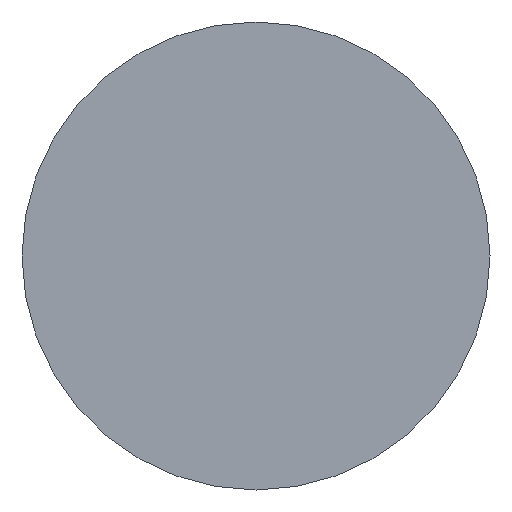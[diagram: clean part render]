
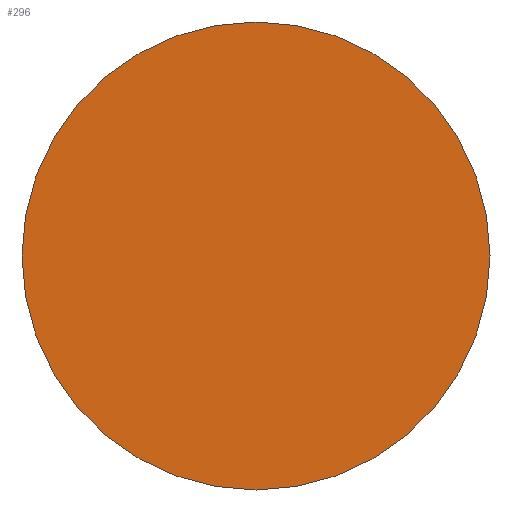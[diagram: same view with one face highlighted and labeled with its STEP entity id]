
A CAD part, front view. The second image highlights one B-rep face of the part: STEP entity #296.
In plain terms, the highlighted planar face has unit normal (0, -1, 0).
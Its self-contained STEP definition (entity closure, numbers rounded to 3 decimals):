
#237=CARTESIAN_POINT('POINT13',(20.,0.,0.)
   );
#238=VERTEX_POINT('VERTEX13',#237);
#239=CARTESIAN_POINT('POINT14',(-20.,0.,
   0.));
#240=VERTEX_POINT('VERTEX14',#239);
#241=CARTESIAN_POINT('POS28',(0.,0.,
   0.));
#242=DIRECTION('DIR49',(0.,1.,0.));
#243=DIRECTION('DIR50',(1.,0.,0.));
#244=AXIS2_PLACEMENT_3D('AXIS22',#241,#242,#243);
#245=CIRCLE('ELLIPSE13',#244,20.);
#246=EDGE_CURVE('EDGE19',#238,#240,#245,.T.);
#271=CARTESIAN_POINT('POS32',(0.,0.,0.));
#272=DIRECTION('DIR55',(0.,-1.,0.));
#273=DIRECTION('DIR56',(1.,0.,0.));
#274=AXIS2_PLACEMENT_3D('AXIS24',#271,#272,#273);
#275=CIRCLE('ELLIPSE14',#274,20.);
#276=EDGE_CURVE('EDGE22',#238,#240,#275,.T.);
#287=ORIENTED_EDGE('COEDGE43',*,*,#276,.T.);
#288=ORIENTED_EDGE('COEDGE44',*,*,#246,.F.);
#289=EDGE_LOOP('NONE',(#287,#288));
#290=FACE_BOUND('LOOP1',#289,.T.);
#291=CARTESIAN_POINT('POS34',(0.,0.,0.));
#292=DIRECTION('DIR59',(0.,-1.,0.));
#293=DIRECTION('DIR60',(1.,0.,0.));
#294=AXIS2_PLACEMENT_3D('AXIS26',#291,#292,#293);
#295=PLANE('PLANE4',#294);
#296=ADVANCED_FACE('FACE12',(#290),#295,.T.);
